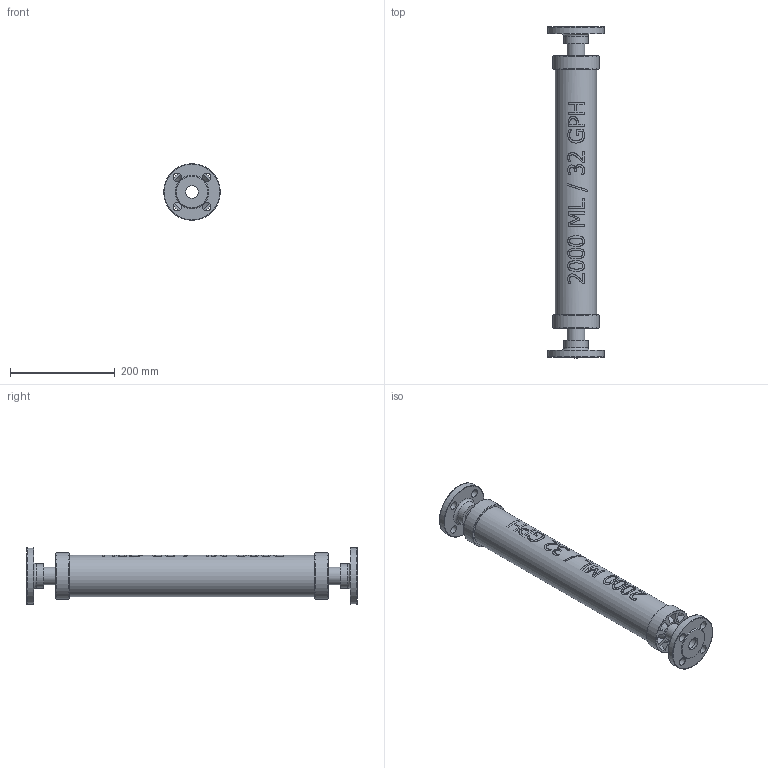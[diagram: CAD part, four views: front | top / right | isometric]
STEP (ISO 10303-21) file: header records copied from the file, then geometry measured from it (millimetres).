
FILE_DESCRIPTION((''),'2;1');
FILE_NAME('PV#2-2000-F_R0.iam.stp','2016-10-13T14:09:33',(''),(''),'Autodesk Inventor 2009','Autodesk Inventor 2009','');
FILE_SCHEMA(('AUTOMOTIVE_DESIGN { 1 0 10303 214 1 1 1 1 }'));
Length unit declared in the file: inch
Products named in the file (6): PV#2-2000-F_R0; PV-SW-2000_R2; PV-2000-TUBE_R0; SA-10FLG-PVC_R0; FLG-10PVC_R0; PIPE-10PVC_R0
Assembly tree (7 placements, depth 3):
  PV#2-2000-F_R0
    PV-SW-2000_R2  x2
    PV-2000-TUBE_R0
    SA-10FLG-PVC_R0  x2
      FLG-10PVC_R0
      PIPE-10PVC_R0
Bounding box: 107.77 x 635 x 107.77 mm (x, y, z)
Volume: 698076.5 mm3; surface area: 388920.3 mm2
Topology: 7 solids, 7 shells, 341 faces, 851 edges, 558 vertices
Faces by surface type: bspline 187, plane 100, cylinder 32, cone 22
Full cylindrical faces by diameter (mm): 15.875 x2, 24.308 x2, 29.362 x2, 33.401 x2, 76.098 x2, 76.327 x1, 79.375 x1, 80.162 x2, 88.9 x2
Entity records: 57603 total; most frequent: CARTESIAN_POINT 52022, ORIENTED_EDGE 1310, DIRECTION 727, EDGE_CURVE 655, VERTEX_POINT 446, EDGE_LOOP 329, B_SPLINE_CURVE_WITH_KNOTS 271, FACE_OUTER_BOUND 265
